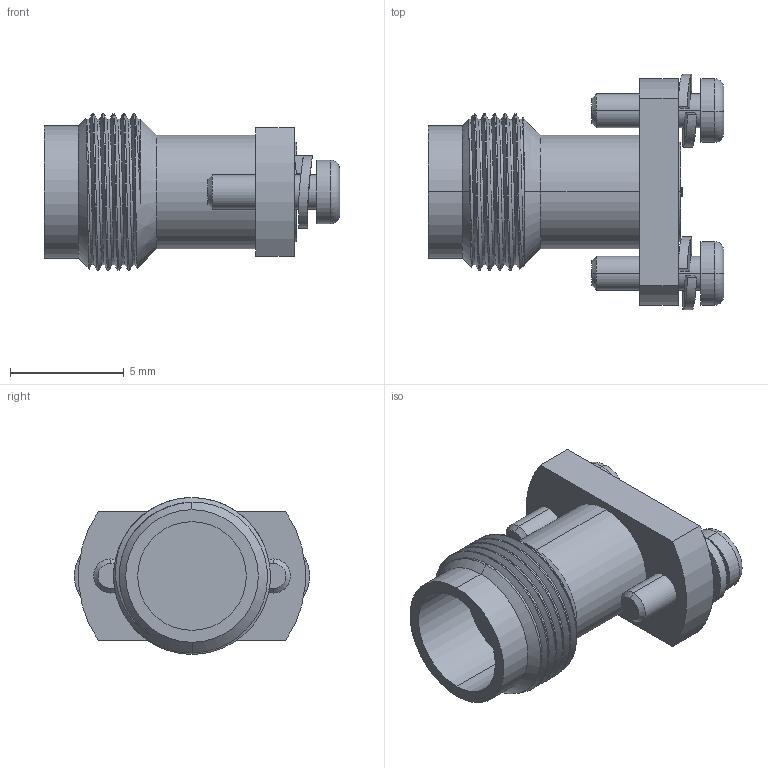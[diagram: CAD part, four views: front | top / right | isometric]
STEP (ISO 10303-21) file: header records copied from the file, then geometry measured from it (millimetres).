
FILE_DESCRIPTION (( 'STEP AP214' ), '1' );
FILE_NAME ('FMCN45937_3D.step', '2023-08-24T17:39:12', ( '' ), ( '' ), 'SwSTEP 2.0', 'SolidWorks 2022', '' );
FILE_SCHEMA (( 'AUTOMOTIVE_DESIGN' ));
Length unit declared in the file: inch
Products named in the file (4): FMCN45937_3D; K8462-NSBL-5^FMCN45937; 24-8462-NSBL^FMCN45937; 0-80UNF-2A^FMCN45937
Assembly tree (5 placements, depth 2):
  FMCN45937_3D
    24-8462-NSBL^FMCN45937
    K8462-NSBL-5^FMCN45937  x2
    0-80UNF-2A^FMCN45937  x2
Bounding box: 13 x 10.36 x 6.9 mm (x, y, z)
Volume: 301.6 mm3; surface area: 549.1 mm2
Topology: 5 solids, 5 shells, 146 faces, 370 edges, 243 vertices
Faces by surface type: cylinder 72, plane 57, cone 10, torus 4, bspline 3
Entity records: 4205 total; most frequent: CARTESIAN_POINT 1733, ORIENTED_EDGE 482, DIRECTION 467, EDGE_CURVE 241, AXIS2_PLACEMENT_3D 181, VERTEX_POINT 158, EDGE_LOOP 107, VECTOR 105
